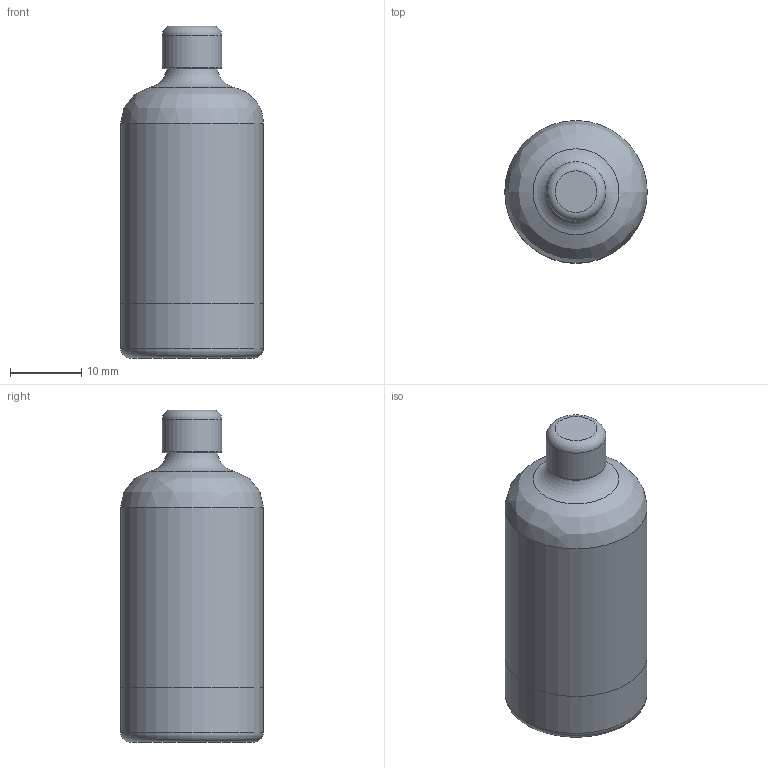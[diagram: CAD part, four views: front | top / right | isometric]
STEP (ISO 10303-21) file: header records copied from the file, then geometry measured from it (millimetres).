
FILE_DESCRIPTION( ( '' ), ' ' );
FILE_NAME( '5b4806eea272a10ecd9d2862.step', '2018-07-13T01:57:02', ( '' ), ( '' ), ' ', ' ', ' ' );
FILE_SCHEMA( ( 'AUTOMOTIVE_DESIGN { 1 0 10303 214 1 1 1 1 }' ) );
Length unit declared in the file: metre
Products named in the file (3): Part 2; Part 1; Part 3
Bounding box: 20.03 x 20.03 x 46.65 mm (x, y, z)
Volume: 12254.9 mm3; surface area: 3825.4 mm2
Topology: 3 solids, 3 shells, 15 faces, 22 edges, 13 vertices
Faces by surface type: plane 6, cylinder 4, torus 4, bspline 1
Full cylindrical faces by diameter (mm): 6.99 x1, 8.389 x1, 20.029 x2
Entity records: 453 total; most frequent: CARTESIAN_POINT 69, DIRECTION 58, AXIS2_PLACEMENT_3D 29, FACE_OUTER_BOUND 24, EDGE_LOOP 24, ORIENTED_EDGE 24, STYLED_ITEM 15, PRESENTATION_STYLE_ASSIGNMENT 15
